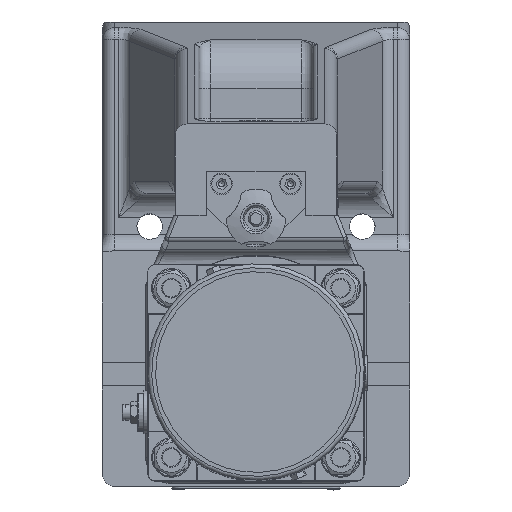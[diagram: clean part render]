
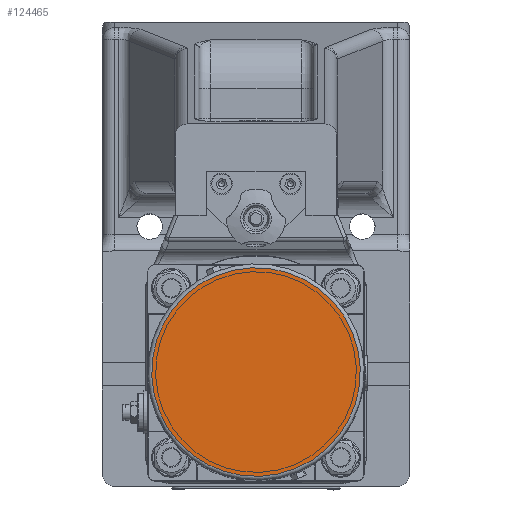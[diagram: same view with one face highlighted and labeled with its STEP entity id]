
A CAD part, top view. The second image highlights one B-rep face of the part: STEP entity #124465.
In plain terms, the highlighted planar face has unit normal (0, 0, 1).
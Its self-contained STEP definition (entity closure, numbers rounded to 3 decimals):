
#32880=PLANE('',#131012);
#38803=FACE_OUTER_BOUND('',#45512,.T.);
#45512=EDGE_LOOP('',(#94516));
#50616=CIRCLE('',#131011,53.);
#55827=VERTEX_POINT('',#180986);
#69916=EDGE_CURVE('',#55827,#55827,#50616,.T.);
#94516=ORIENTED_EDGE('',*,*,#69916,.F.);
#124465=ADVANCED_FACE('',(#38803),#32880,.F.);
#131011=AXIS2_PLACEMENT_3D('',#180987,#144758,#144759);
#131012=AXIS2_PLACEMENT_3D('',#180988,#144760,#144761);
#144758=DIRECTION('center_axis',(0.,0.,
-1.));
#144759=DIRECTION('ref_axis',(-0.924,-0.383,0.));
#144760=DIRECTION('center_axis',(0.,0.,
-1.));
#144761=DIRECTION('ref_axis',(-0.924,-0.383,0.));
#180986=CARTESIAN_POINT('',(48.966,6.282,380.));
#180987=CARTESIAN_POINT('Origin',(0.,-14.,380.));
#180988=CARTESIAN_POINT('Origin',(0.,-14.,380.));
